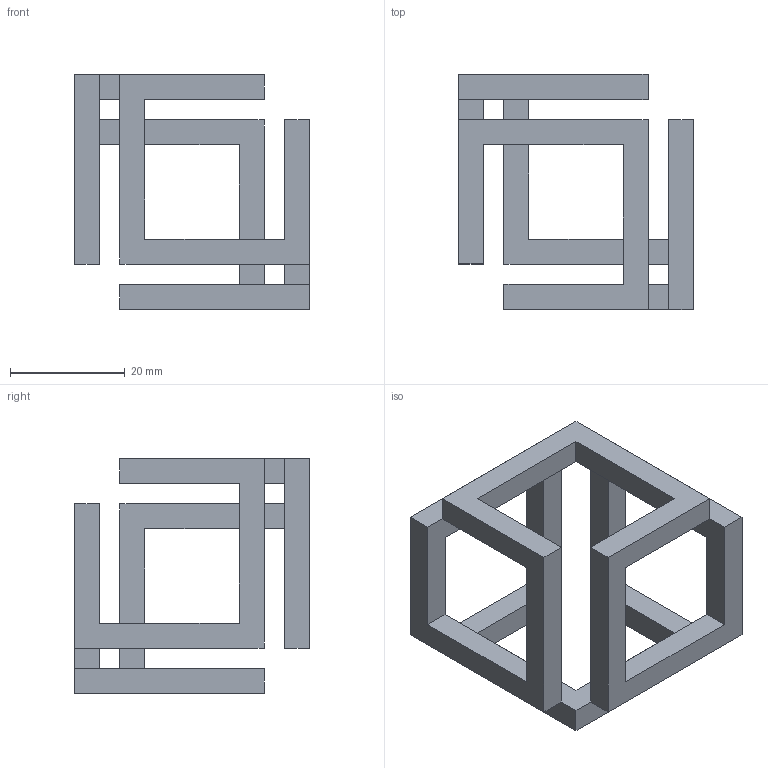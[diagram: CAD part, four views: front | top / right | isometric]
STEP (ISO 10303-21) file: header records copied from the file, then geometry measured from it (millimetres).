
FILE_DESCRIPTION(/* description */ (''),/* implementation_level */ '2;1');
FILE_NAME(/* name */ 'Optical Illusion Cube.step',/* time_stamp */ '2020-06-15T23:50:47-04:00',/* author */ (''),/* organization */ (''),/* preprocessor_version */ 'ST-DEVELOPER v18.1',/* originating_system */ 'Autodesk Translation Framework v9.3.0.1241',/* authorisation */ '');
FILE_SCHEMA (('AUTOMOTIVE_DESIGN { 1 0 10303 214 3 1 1 }'));
Length unit declared in the file: inch
Products named in the file (1): Cub2
Bounding box: 40.93 x 40.93 x 40.93 mm (x, y, z)
Volume: 8747.8 mm3; surface area: 8103.6 mm2
Topology: 1 solids, 1 shells, 36 faces, 108 edges, 72 vertices
Faces by surface type: plane 36
Entity records: 1231 total; most frequent: CARTESIAN_POINT 217, ORIENTED_EDGE 216, DIRECTION 182, LINE 108, VECTOR 108, EDGE_CURVE 108, VERTEX_POINT 72, AXIS2_PLACEMENT_3D 37
